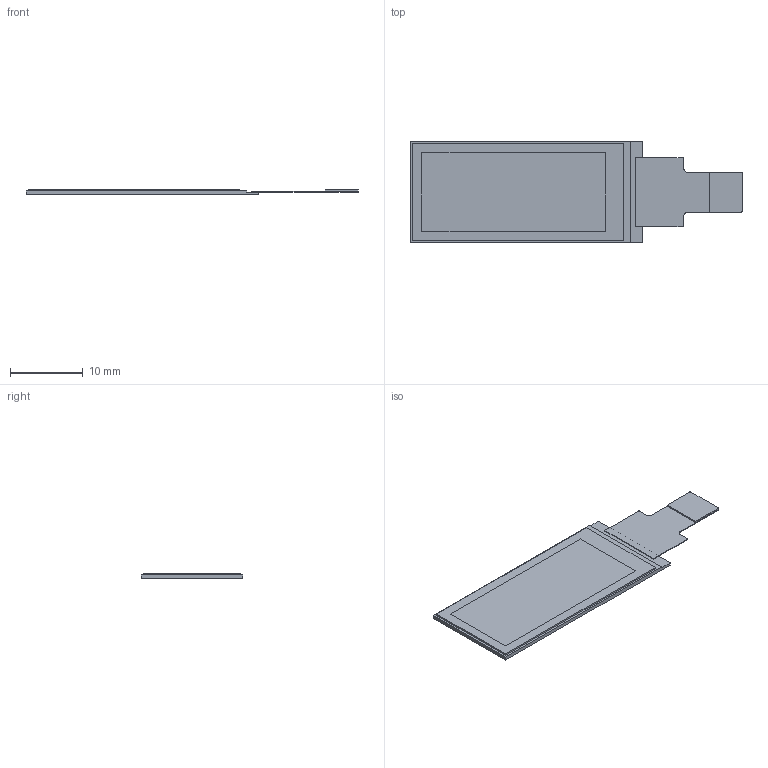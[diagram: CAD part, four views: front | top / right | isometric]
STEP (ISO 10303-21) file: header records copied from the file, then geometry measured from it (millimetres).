
FILE_DESCRIPTION(/* description */ (''),/* implementation_level */ '2;1');
FILE_NAME(/* name */ 'LS011B7DH03.step',/* time_stamp */ '2023-08-13T20:25:32+02:00',/* author */ (''),/* organization */ (''),/* preprocessor_version */ 'ST-DEVELOPER v19.2',/* originating_system */ 'Autodesk Translation Framework v12.6.0.85',/* authorisation */ '');
FILE_SCHEMA (('AUTOMOTIVE_DESIGN { 1 0 10303 214 3 1 1 }'));
Length unit declared in the file: millimetre
Products named in the file (1): memory display v2
Bounding box: 45.63 x 14 x 0.74 mm (x, y, z)
Volume: 332.5 mm3; surface area: 2047.5 mm2
Topology: 5 solids, 5 shells, 48 faces, 114 edges, 76 vertices
Faces by surface type: plane 40, cylinder 8
Entity records: 1442 total; most frequent: CARTESIAN_POINT 239, ORIENTED_EDGE 228, DIRECTION 228, EDGE_CURVE 114, LINE 98, VECTOR 98, VERTEX_POINT 76, AXIS2_PLACEMENT_3D 65
